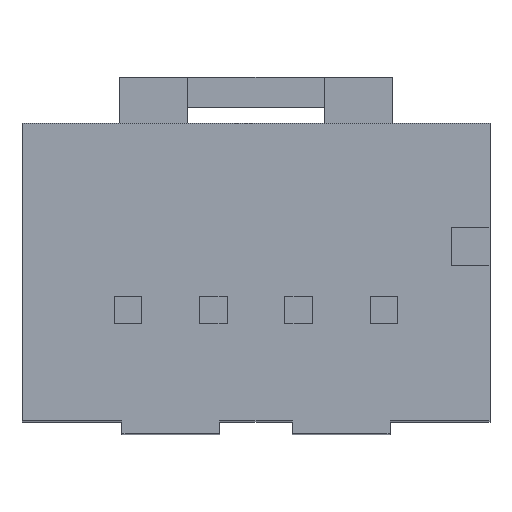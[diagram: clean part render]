
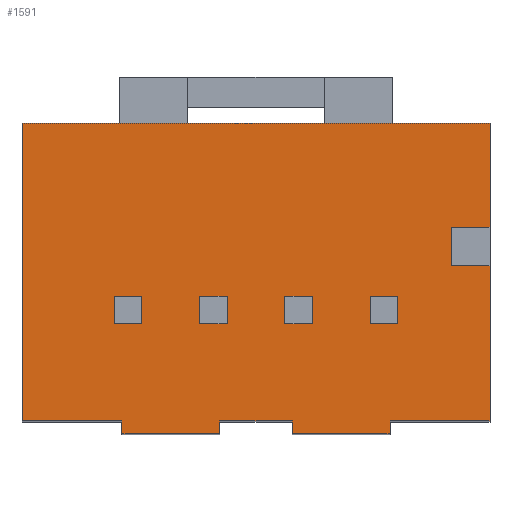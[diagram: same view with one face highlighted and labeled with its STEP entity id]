
A CAD part, top view. The second image highlights one B-rep face of the part: STEP entity #1591.
In plain terms, the highlighted planar face has unit normal (0, 0, 1).
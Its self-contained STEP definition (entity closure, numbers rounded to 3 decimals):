
#15=FACE_BOUND('',#116,.T.);
#16=FACE_BOUND('',#117,.T.);
#17=FACE_BOUND('',#118,.T.);
#18=FACE_BOUND('',#119,.T.);
#31=FACE_OUTER_BOUND('',#115,.T.);
#115=EDGE_LOOP('',(#1084,#1085,#1086,#1087,#1088,#1089,#1090,#1091,#1092,
#1093,#1094,#1095,#1096,#1097,#1098,#1099));
#116=EDGE_LOOP('',(#1100,#1101,#1102,#1103));
#117=EDGE_LOOP('',(#1104,#1105,#1106,#1107));
#118=EDGE_LOOP('',(#1108,#1109,#1110,#1111));
#119=EDGE_LOOP('',(#1112,#1113,#1114,#1115));
#204=LINE('',#2170,#426);
#207=LINE('',#2175,#429);
#209=LINE('',#2180,#431);
#212=LINE('',#2184,#434);
#213=LINE('',#2186,#435);
#246=LINE('',#2252,#468);
#254=LINE('',#2268,#476);
#256=LINE('',#2272,#478);
#257=LINE('',#2274,#479);
#258=LINE('',#2276,#480);
#259=LINE('',#2278,#481);
#260=LINE('',#2280,#482);
#261=LINE('',#2282,#483);
#262=LINE('',#2284,#484);
#263=LINE('',#2286,#485);
#264=LINE('',#2287,#486);
#265=LINE('',#2290,#487);
#266=LINE('',#2292,#488);
#267=LINE('',#2294,#489);
#268=LINE('',#2295,#490);
#269=LINE('',#2298,#491);
#270=LINE('',#2300,#492);
#271=LINE('',#2302,#493);
#272=LINE('',#2303,#494);
#273=LINE('',#2306,#495);
#274=LINE('',#2308,#496);
#275=LINE('',#2310,#497);
#276=LINE('',#2311,#498);
#277=LINE('',#2314,#499);
#278=LINE('',#2316,#500);
#279=LINE('',#2318,#501);
#280=LINE('',#2319,#502);
#426=VECTOR('',#1775,1000.);
#429=VECTOR('',#1778,1000.);
#431=VECTOR('',#1782,1000.);
#434=VECTOR('',#1787,1000.);
#435=VECTOR('',#1790,1000.);
#468=VECTOR('',#1827,1000.);
#476=VECTOR('',#1837,1000.);
#478=VECTOR('',#1841,1000.);
#479=VECTOR('',#1842,1000.);
#480=VECTOR('',#1843,1000.);
#481=VECTOR('',#1844,1000.);
#482=VECTOR('',#1845,1000.);
#483=VECTOR('',#1846,1000.);
#484=VECTOR('',#1847,1000.);
#485=VECTOR('',#1848,1000.);
#486=VECTOR('',#1849,1000.);
#487=VECTOR('',#1850,1000.);
#488=VECTOR('',#1851,1000.);
#489=VECTOR('',#1852,1000.);
#490=VECTOR('',#1853,1000.);
#491=VECTOR('',#1854,1000.);
#492=VECTOR('',#1855,1000.);
#493=VECTOR('',#1856,1000.);
#494=VECTOR('',#1857,1000.);
#495=VECTOR('',#1858,1000.);
#496=VECTOR('',#1859,1000.);
#497=VECTOR('',#1860,1000.);
#498=VECTOR('',#1861,1000.);
#499=VECTOR('',#1862,1000.);
#500=VECTOR('',#1863,1000.);
#501=VECTOR('',#1864,1000.);
#502=VECTOR('',#1865,1000.);
#648=VERTEX_POINT('',#2167);
#649=VERTEX_POINT('',#2169);
#650=VERTEX_POINT('',#2172);
#651=VERTEX_POINT('',#2174);
#652=VERTEX_POINT('',#2178);
#653=VERTEX_POINT('',#2179);
#684=VERTEX_POINT('',#2250);
#691=VERTEX_POINT('',#2267);
#692=VERTEX_POINT('',#2271);
#693=VERTEX_POINT('',#2273);
#694=VERTEX_POINT('',#2275);
#695=VERTEX_POINT('',#2277);
#696=VERTEX_POINT('',#2279);
#697=VERTEX_POINT('',#2281);
#698=VERTEX_POINT('',#2283);
#699=VERTEX_POINT('',#2285);
#700=VERTEX_POINT('',#2288);
#701=VERTEX_POINT('',#2289);
#702=VERTEX_POINT('',#2291);
#703=VERTEX_POINT('',#2293);
#704=VERTEX_POINT('',#2296);
#705=VERTEX_POINT('',#2297);
#706=VERTEX_POINT('',#2299);
#707=VERTEX_POINT('',#2301);
#708=VERTEX_POINT('',#2304);
#709=VERTEX_POINT('',#2305);
#710=VERTEX_POINT('',#2307);
#711=VERTEX_POINT('',#2309);
#712=VERTEX_POINT('',#2312);
#713=VERTEX_POINT('',#2313);
#714=VERTEX_POINT('',#2315);
#715=VERTEX_POINT('',#2317);
#796=EDGE_CURVE('',#649,#648,#204,.T.);
#799=EDGE_CURVE('',#651,#650,#207,.T.);
#801=EDGE_CURVE('',#652,#653,#209,.T.);
#804=EDGE_CURVE('',#653,#650,#212,.T.);
#805=EDGE_CURVE('',#649,#652,#213,.T.);
#838=EDGE_CURVE('',#648,#684,#246,.T.);
#846=EDGE_CURVE('',#691,#651,#254,.T.);
#848=EDGE_CURVE('',#684,#692,#256,.T.);
#849=EDGE_CURVE('',#692,#693,#257,.T.);
#850=EDGE_CURVE('',#693,#694,#258,.T.);
#851=EDGE_CURVE('',#694,#695,#259,.T.);
#852=EDGE_CURVE('',#695,#696,#260,.T.);
#853=EDGE_CURVE('',#696,#697,#261,.T.);
#854=EDGE_CURVE('',#697,#698,#262,.T.);
#855=EDGE_CURVE('',#698,#699,#263,.T.);
#856=EDGE_CURVE('',#699,#691,#264,.T.);
#857=EDGE_CURVE('',#700,#701,#265,.T.);
#858=EDGE_CURVE('',#701,#702,#266,.T.);
#859=EDGE_CURVE('',#702,#703,#267,.T.);
#860=EDGE_CURVE('',#703,#700,#268,.T.);
#861=EDGE_CURVE('',#704,#705,#269,.T.);
#862=EDGE_CURVE('',#705,#706,#270,.T.);
#863=EDGE_CURVE('',#706,#707,#271,.T.);
#864=EDGE_CURVE('',#707,#704,#272,.T.);
#865=EDGE_CURVE('',#708,#709,#273,.T.);
#866=EDGE_CURVE('',#709,#710,#274,.T.);
#867=EDGE_CURVE('',#710,#711,#275,.T.);
#868=EDGE_CURVE('',#711,#708,#276,.T.);
#869=EDGE_CURVE('',#712,#713,#277,.T.);
#870=EDGE_CURVE('',#713,#714,#278,.T.);
#871=EDGE_CURVE('',#714,#715,#279,.T.);
#872=EDGE_CURVE('',#715,#712,#280,.T.);
#1084=ORIENTED_EDGE('',*,*,#801,.F.);
#1085=ORIENTED_EDGE('',*,*,#805,.F.);
#1086=ORIENTED_EDGE('',*,*,#796,.T.);
#1087=ORIENTED_EDGE('',*,*,#838,.T.);
#1088=ORIENTED_EDGE('',*,*,#848,.T.);
#1089=ORIENTED_EDGE('',*,*,#849,.T.);
#1090=ORIENTED_EDGE('',*,*,#850,.T.);
#1091=ORIENTED_EDGE('',*,*,#851,.T.);
#1092=ORIENTED_EDGE('',*,*,#852,.T.);
#1093=ORIENTED_EDGE('',*,*,#853,.T.);
#1094=ORIENTED_EDGE('',*,*,#854,.T.);
#1095=ORIENTED_EDGE('',*,*,#855,.T.);
#1096=ORIENTED_EDGE('',*,*,#856,.T.);
#1097=ORIENTED_EDGE('',*,*,#846,.T.);
#1098=ORIENTED_EDGE('',*,*,#799,.T.);
#1099=ORIENTED_EDGE('',*,*,#804,.F.);
#1100=ORIENTED_EDGE('',*,*,#857,.T.);
#1101=ORIENTED_EDGE('',*,*,#858,.T.);
#1102=ORIENTED_EDGE('',*,*,#859,.T.);
#1103=ORIENTED_EDGE('',*,*,#860,.T.);
#1104=ORIENTED_EDGE('',*,*,#861,.T.);
#1105=ORIENTED_EDGE('',*,*,#862,.T.);
#1106=ORIENTED_EDGE('',*,*,#863,.T.);
#1107=ORIENTED_EDGE('',*,*,#864,.T.);
#1108=ORIENTED_EDGE('',*,*,#865,.T.);
#1109=ORIENTED_EDGE('',*,*,#866,.T.);
#1110=ORIENTED_EDGE('',*,*,#867,.T.);
#1111=ORIENTED_EDGE('',*,*,#868,.T.);
#1112=ORIENTED_EDGE('',*,*,#869,.T.);
#1113=ORIENTED_EDGE('',*,*,#870,.T.);
#1114=ORIENTED_EDGE('',*,*,#871,.T.);
#1115=ORIENTED_EDGE('',*,*,#872,.T.);
#1464=PLANE('',#1688);
#1591=ADVANCED_FACE('',(#31,#15,#16,#17,#18),#1464,.T.);
#1688=AXIS2_PLACEMENT_3D('',#2270,#1839,#1840);
#1775=DIRECTION('',(0.,1.,0.));
#1778=DIRECTION('',(0.,1.,0.));
#1782=DIRECTION('',(0.,-1.,0.));
#1787=DIRECTION('',(1.,0.,0.));
#1790=DIRECTION('',(-1.,0.,0.));
#1827=DIRECTION('',(-1.,0.,0.));
#1837=DIRECTION('',(1.,0.,0.));
#1839=DIRECTION('center_axis',(0.,0.,1.));
#1840=DIRECTION('ref_axis',(1.,0.,0.));
#1841=DIRECTION('',(0.,-1.,0.));
#1842=DIRECTION('',(1.,0.,0.));
#1843=DIRECTION('',(0.,-1.,0.));
#1844=DIRECTION('',(1.,0.,0.));
#1845=DIRECTION('',(0.,1.,0.));
#1846=DIRECTION('',(1.,0.,0.));
#1847=DIRECTION('',(0.,-1.,0.));
#1848=DIRECTION('',(1.,0.,0.));
#1849=DIRECTION('',(0.,1.,0.));
#1850=DIRECTION('',(-1.,0.,0.));
#1851=DIRECTION('',(0.,1.,0.));
#1852=DIRECTION('',(1.,0.,0.));
#1853=DIRECTION('',(0.,-1.,0.));
#1854=DIRECTION('',(-1.,0.,0.));
#1855=DIRECTION('',(0.,1.,0.));
#1856=DIRECTION('',(1.,0.,0.));
#1857=DIRECTION('',(0.,-1.,0.));
#1858=DIRECTION('',(-1.,0.,0.));
#1859=DIRECTION('',(0.,1.,0.));
#1860=DIRECTION('',(1.,0.,0.));
#1861=DIRECTION('',(0.,-1.,0.));
#1862=DIRECTION('',(-1.,0.,0.));
#1863=DIRECTION('',(0.,1.,0.));
#1864=DIRECTION('',(1.,0.,0.));
#1865=DIRECTION('',(0.,-1.,0.));
#2167=CARTESIAN_POINT('',(11.,7.,16.6));
#2169=CARTESIAN_POINT('',(11.,4.55,16.6));
#2170=CARTESIAN_POINT('',(11.,0.,16.6));
#2172=CARTESIAN_POINT('',(11.,3.65,16.6));
#2174=CARTESIAN_POINT('',(11.,0.,16.6));
#2175=CARTESIAN_POINT('',(11.,0.,16.6));
#2178=CARTESIAN_POINT('',(10.1,4.55,16.6));
#2179=CARTESIAN_POINT('',(10.1,3.65,16.6));
#2180=CARTESIAN_POINT('',(10.1,3.65,16.6));
#2184=CARTESIAN_POINT('',(11.,3.65,16.6));
#2186=CARTESIAN_POINT('',(11.,4.55,16.6));
#2250=CARTESIAN_POINT('',(0.,7.,16.6));
#2252=CARTESIAN_POINT('',(11.,7.,16.6));
#2267=CARTESIAN_POINT('',(8.65,0.,16.6));
#2268=CARTESIAN_POINT('',(8.65,0.,16.6));
#2270=CARTESIAN_POINT('Origin',(0.,7.,16.6));
#2271=CARTESIAN_POINT('',(0.,0.,16.6));
#2272=CARTESIAN_POINT('',(0.,7.,16.6));
#2273=CARTESIAN_POINT('',(2.35,0.,16.6));
#2274=CARTESIAN_POINT('',(0.,0.,16.6));
#2275=CARTESIAN_POINT('',(2.35,-0.3,16.6));
#2276=CARTESIAN_POINT('',(2.35,0.,16.6));
#2277=CARTESIAN_POINT('',(4.65,-0.3,16.6));
#2278=CARTESIAN_POINT('',(2.35,-0.3,16.6));
#2279=CARTESIAN_POINT('',(4.65,0.,16.6));
#2280=CARTESIAN_POINT('',(4.65,-0.3,16.6));
#2281=CARTESIAN_POINT('',(6.35,0.,16.6));
#2282=CARTESIAN_POINT('',(4.65,0.,16.6));
#2283=CARTESIAN_POINT('',(6.35,-0.3,16.6));
#2284=CARTESIAN_POINT('',(6.35,0.,16.6));
#2285=CARTESIAN_POINT('',(8.65,-0.3,16.6));
#2286=CARTESIAN_POINT('',(6.35,-0.3,16.6));
#2287=CARTESIAN_POINT('',(8.65,-0.3,16.6));
#2288=CARTESIAN_POINT('',(2.82,2.28,16.6));
#2289=CARTESIAN_POINT('',(2.18,2.28,16.6));
#2290=CARTESIAN_POINT('',(0.,2.28,16.6));
#2291=CARTESIAN_POINT('',(2.18,2.92,16.6));
#2292=CARTESIAN_POINT('',(2.18,7.,16.6));
#2293=CARTESIAN_POINT('',(2.82,2.92,16.6));
#2294=CARTESIAN_POINT('',(0.,2.92,16.6));
#2295=CARTESIAN_POINT('',(2.82,7.,16.6));
#2296=CARTESIAN_POINT('',(6.82,2.28,16.6));
#2297=CARTESIAN_POINT('',(6.18,2.28,16.6));
#2298=CARTESIAN_POINT('',(0.,2.28,16.6));
#2299=CARTESIAN_POINT('',(6.18,2.92,16.6));
#2300=CARTESIAN_POINT('',(6.18,7.,16.6));
#2301=CARTESIAN_POINT('',(6.82,2.92,16.6));
#2302=CARTESIAN_POINT('',(0.,2.92,16.6));
#2303=CARTESIAN_POINT('',(6.82,7.,16.6));
#2304=CARTESIAN_POINT('',(8.82,2.28,16.6));
#2305=CARTESIAN_POINT('',(8.18,2.28,16.6));
#2306=CARTESIAN_POINT('',(0.,2.28,16.6));
#2307=CARTESIAN_POINT('',(8.18,2.92,16.6));
#2308=CARTESIAN_POINT('',(8.18,7.,16.6));
#2309=CARTESIAN_POINT('',(8.82,2.92,16.6));
#2310=CARTESIAN_POINT('',(0.,2.92,16.6));
#2311=CARTESIAN_POINT('',(8.82,7.,16.6));
#2312=CARTESIAN_POINT('',(4.82,2.28,16.6));
#2313=CARTESIAN_POINT('',(4.18,2.28,16.6));
#2314=CARTESIAN_POINT('',(0.,2.28,16.6));
#2315=CARTESIAN_POINT('',(4.18,2.92,16.6));
#2316=CARTESIAN_POINT('',(4.18,7.,16.6));
#2317=CARTESIAN_POINT('',(4.82,2.92,16.6));
#2318=CARTESIAN_POINT('',(0.,2.92,16.6));
#2319=CARTESIAN_POINT('',(4.82,7.,16.6));
